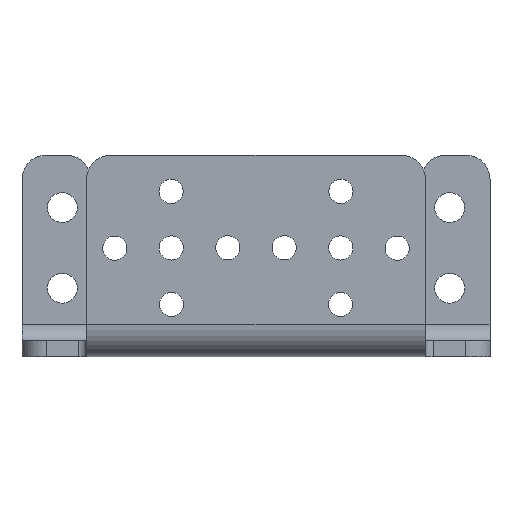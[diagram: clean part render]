
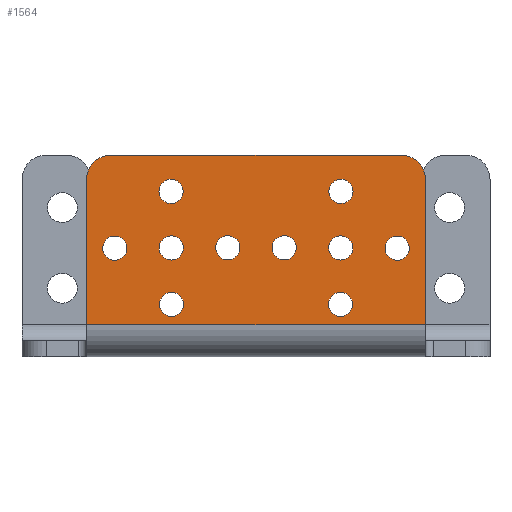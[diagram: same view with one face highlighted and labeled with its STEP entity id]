
A CAD part, front view. The second image highlights one B-rep face of the part: STEP entity #1564.
In plain terms, the highlighted planar face has unit normal (0, -1, 0).
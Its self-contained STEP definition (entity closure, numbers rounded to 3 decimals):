
#45=PLANE('',#1706);
#86=LINE('',#2429,#182);
#92=LINE('',#2445,#188);
#112=LINE('',#2502,#208);
#114=LINE('',#2509,#210);
#182=VECTOR('',#1956,10.);
#188=VECTOR('',#1972,10.);
#208=VECTOR('',#2038,10.);
#210=VECTOR('',#2046,2.88);
#283=FACE_BOUND('',#518,.T.);
#284=FACE_BOUND('',#519,.T.);
#285=FACE_BOUND('',#520,.T.);
#286=FACE_BOUND('',#521,.T.);
#287=FACE_BOUND('',#522,.T.);
#288=FACE_BOUND('',#523,.T.);
#289=FACE_BOUND('',#524,.T.);
#290=FACE_BOUND('',#525,.T.);
#291=FACE_BOUND('',#526,.T.);
#292=FACE_BOUND('',#527,.T.);
#398=FACE_OUTER_BOUND('',#517,.T.);
#517=EDGE_LOOP('',(#1261,#1262,#1263,#1264,#1265,#1266));
#518=EDGE_LOOP('',(#1267));
#519=EDGE_LOOP('',(#1268));
#520=EDGE_LOOP('',(#1269));
#521=EDGE_LOOP('',(#1270));
#522=EDGE_LOOP('',(#1271));
#523=EDGE_LOOP('',(#1272));
#524=EDGE_LOOP('',(#1273));
#525=EDGE_LOOP('',(#1274));
#526=EDGE_LOOP('',(#1275));
#527=EDGE_LOOP('',(#1276));
#626=CIRCLE('',#1611,1.5);
#628=CIRCLE('',#1614,1.5);
#630=CIRCLE('',#1617,1.5);
#632=CIRCLE('',#1620,1.5);
#634=CIRCLE('',#1623,1.5);
#640=CIRCLE('',#1632,1.5);
#642=CIRCLE('',#1635,1.5);
#644=CIRCLE('',#1638,1.5);
#646=CIRCLE('',#1641,1.5);
#648=CIRCLE('',#1644,1.5);
#659=CIRCLE('',#1667,3.);
#662=CIRCLE('',#1673,3.);
#728=VERTEX_POINT('',#2289);
#730=VERTEX_POINT('',#2294);
#732=VERTEX_POINT('',#2299);
#734=VERTEX_POINT('',#2304);
#736=VERTEX_POINT('',#2309);
#742=VERTEX_POINT('',#2324);
#744=VERTEX_POINT('',#2329);
#746=VERTEX_POINT('',#2334);
#748=VERTEX_POINT('',#2339);
#750=VERTEX_POINT('',#2344);
#776=VERTEX_POINT('',#2416);
#777=VERTEX_POINT('',#2417);
#781=VERTEX_POINT('',#2427);
#785=VERTEX_POINT('',#2439);
#786=VERTEX_POINT('',#2443);
#800=VERTEX_POINT('',#2501);
#874=EDGE_CURVE('',#728,#728,#626,.T.);
#876=EDGE_CURVE('',#730,#730,#628,.T.);
#878=EDGE_CURVE('',#732,#732,#630,.T.);
#880=EDGE_CURVE('',#734,#734,#632,.T.);
#882=EDGE_CURVE('',#736,#736,#634,.T.);
#888=EDGE_CURVE('',#742,#742,#640,.T.);
#890=EDGE_CURVE('',#744,#744,#642,.T.);
#892=EDGE_CURVE('',#746,#746,#644,.T.);
#894=EDGE_CURVE('',#748,#748,#646,.T.);
#896=EDGE_CURVE('',#750,#750,#648,.T.);
#930=EDGE_CURVE('',#776,#777,#659,.T.);
#936=EDGE_CURVE('',#776,#781,#86,.T.);
#941=EDGE_CURVE('',#785,#781,#662,.T.);
#944=EDGE_CURVE('',#785,#786,#92,.T.);
#972=EDGE_CURVE('',#786,#800,#112,.T.);
#976=EDGE_CURVE('',#800,#777,#114,.T.);
#1261=ORIENTED_EDGE('',*,*,#930,.F.);
#1262=ORIENTED_EDGE('',*,*,#936,.T.);
#1263=ORIENTED_EDGE('',*,*,#941,.F.);
#1264=ORIENTED_EDGE('',*,*,#944,.T.);
#1265=ORIENTED_EDGE('',*,*,#972,.T.);
#1266=ORIENTED_EDGE('',*,*,#976,.T.);
#1267=ORIENTED_EDGE('',*,*,#874,.T.);
#1268=ORIENTED_EDGE('',*,*,#876,.T.);
#1269=ORIENTED_EDGE('',*,*,#878,.T.);
#1270=ORIENTED_EDGE('',*,*,#880,.T.);
#1271=ORIENTED_EDGE('',*,*,#882,.T.);
#1272=ORIENTED_EDGE('',*,*,#888,.T.);
#1273=ORIENTED_EDGE('',*,*,#890,.T.);
#1274=ORIENTED_EDGE('',*,*,#892,.T.);
#1275=ORIENTED_EDGE('',*,*,#894,.T.);
#1276=ORIENTED_EDGE('',*,*,#896,.T.);
#1564=ADVANCED_FACE('',(#398,#283,#284,#285,#286,#287,#288,#289,#290,#291,
#292),#45,.T.);
#1611=AXIS2_PLACEMENT_3D('',#2290,#1811,#1812);
#1614=AXIS2_PLACEMENT_3D('',#2295,#1817,#1818);
#1617=AXIS2_PLACEMENT_3D('',#2300,#1823,#1824);
#1620=AXIS2_PLACEMENT_3D('',#2305,#1829,#1830);
#1623=AXIS2_PLACEMENT_3D('',#2310,#1835,#1836);
#1632=AXIS2_PLACEMENT_3D('',#2325,#1853,#1854);
#1635=AXIS2_PLACEMENT_3D('',#2330,#1859,#1860);
#1638=AXIS2_PLACEMENT_3D('',#2335,#1865,#1866);
#1641=AXIS2_PLACEMENT_3D('',#2340,#1871,#1872);
#1644=AXIS2_PLACEMENT_3D('',#2345,#1877,#1878);
#1667=AXIS2_PLACEMENT_3D('',#2418,#1946,#1947);
#1673=AXIS2_PLACEMENT_3D('',#2440,#1966,#1967);
#1706=AXIS2_PLACEMENT_3D('',#2521,#2061,#2062);
#1811=DIRECTION('center_axis',(0.,1.,0.));
#1812=DIRECTION('ref_axis',(1.,0.,0.));
#1817=DIRECTION('center_axis',(0.,1.,0.));
#1818=DIRECTION('ref_axis',(1.,0.,0.));
#1823=DIRECTION('center_axis',(0.,1.,0.));
#1824=DIRECTION('ref_axis',(1.,0.,0.));
#1829=DIRECTION('center_axis',(0.,1.,0.));
#1830=DIRECTION('ref_axis',(1.,0.,0.));
#1835=DIRECTION('center_axis',(0.,1.,0.));
#1836=DIRECTION('ref_axis',(1.,0.,0.));
#1853=DIRECTION('center_axis',(0.,1.,0.));
#1854=DIRECTION('ref_axis',(1.,0.,0.));
#1859=DIRECTION('center_axis',(0.,1.,0.));
#1860=DIRECTION('ref_axis',(1.,0.,0.));
#1865=DIRECTION('center_axis',(0.,1.,0.));
#1866=DIRECTION('ref_axis',(1.,0.,0.));
#1871=DIRECTION('center_axis',(0.,1.,0.));
#1872=DIRECTION('ref_axis',(1.,0.,0.));
#1877=DIRECTION('center_axis',(0.,1.,0.));
#1878=DIRECTION('ref_axis',(1.,0.,0.));
#1946=DIRECTION('center_axis',(0.,1.,0.));
#1947=DIRECTION('ref_axis',(0.707,0.,0.707));
#1956=DIRECTION('',(-1.,0.,0.));
#1966=DIRECTION('center_axis',(0.,1.,0.));
#1967=DIRECTION('ref_axis',(-0.707,0.,0.707));
#1972=DIRECTION('',(0.,0.,-1.));
#2038=DIRECTION('',(1.,0.,0.));
#2046=DIRECTION('',(0.,0.,1.));
#2061=DIRECTION('center_axis',(0.,-1.,0.));
#2062=DIRECTION('ref_axis',(-1.,0.,0.));
#2289=CARTESIAN_POINT('',(16.,-18.5,13.472));
#2290=CARTESIAN_POINT('Origin',(17.5,-18.5,13.472));
#2294=CARTESIAN_POINT('',(-11.972,-18.5,6.5));
#2295=CARTESIAN_POINT('Origin',(-10.472,-18.5,6.5));
#2299=CARTESIAN_POINT('',(-12.028,-18.5,20.5));
#2300=CARTESIAN_POINT('Origin',(-10.528,-18.5,20.5));
#2304=CARTESIAN_POINT('',(-5.,-18.5,13.528));
#2305=CARTESIAN_POINT('Origin',(-3.5,-18.5,13.528));
#2309=CARTESIAN_POINT('',(9.,-18.5,13.5));
#2310=CARTESIAN_POINT('Origin',(10.5,-18.5,13.5));
#2324=CARTESIAN_POINT('',(9.028,-18.5,20.5));
#2325=CARTESIAN_POINT('Origin',(10.528,-18.5,20.5));
#2329=CARTESIAN_POINT('',(-12.,-18.5,13.5));
#2330=CARTESIAN_POINT('Origin',(-10.5,-18.5,13.5));
#2334=CARTESIAN_POINT('',(-19.,-18.5,13.472));
#2335=CARTESIAN_POINT('Origin',(-17.5,-18.5,13.472));
#2339=CARTESIAN_POINT('',(2.,-18.5,13.528));
#2340=CARTESIAN_POINT('Origin',(3.5,-18.5,13.528));
#2344=CARTESIAN_POINT('',(8.972,-18.5,6.5));
#2345=CARTESIAN_POINT('Origin',(10.472,-18.5,6.5));
#2416=CARTESIAN_POINT('',(18.,-18.5,25.));
#2417=CARTESIAN_POINT('',(21.,-18.5,22.));
#2418=CARTESIAN_POINT('Origin',(18.,-18.5,22.));
#2427=CARTESIAN_POINT('',(-18.,-18.5,25.));
#2429=CARTESIAN_POINT('',(-21.,-18.5,25.));
#2439=CARTESIAN_POINT('',(-21.,-18.5,22.));
#2440=CARTESIAN_POINT('Origin',(-18.,-18.5,22.));
#2443=CARTESIAN_POINT('',(-21.,-18.5,4.));
#2445=CARTESIAN_POINT('',(-21.,-18.5,4.));
#2501=CARTESIAN_POINT('',(21.,-18.5,4.));
#2502=CARTESIAN_POINT('',(0.,-18.5,4.));
#2509=CARTESIAN_POINT('',(21.,-18.5,-5.048));
#2521=CARTESIAN_POINT('Origin',(0.,-18.5,12.238));
